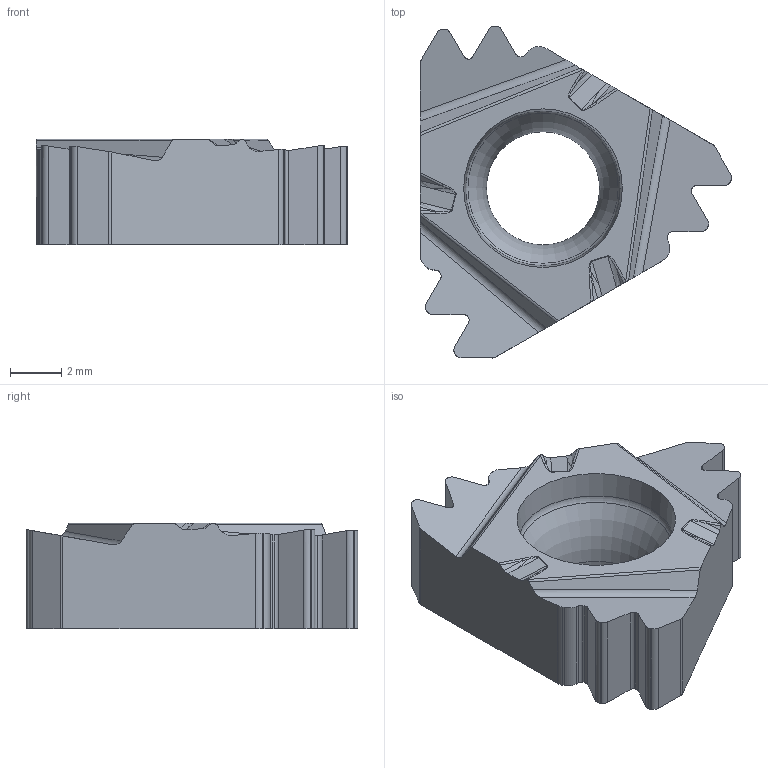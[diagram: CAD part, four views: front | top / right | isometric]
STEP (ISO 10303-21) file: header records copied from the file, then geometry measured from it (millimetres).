
FILE_DESCRIPTION(/* description */ (''),/* implementation_level */ '2;1');
FILE_NAME(/* name */ '1581675940899.stp',/* time_stamp */ '2020-02-14T15:55:50+05:00',/* author */ (''),/* organization */ ('SMS'),/* preprocessor_version */ 'ST-DEVELOPER v16.7',/* originating_system */ 'SIEMENS PLM Software NX 12.0',/* authorisation */ '');
FILE_SCHEMA (('AUTOMOTIVE_DESIGN { 1 0 10303 214 3 1 1 1 }'));
Length unit declared in the file: millimetre
Products named in the file (1): 202481690mod000_00
Bounding box: 12.09 x 12.89 x 4.11 mm (x, y, z)
Volume: 302.7 mm3; surface area: 402.4 mm2
Topology: 1 solids, 1 shells, 123 faces, 344 edges, 225 vertices
Faces by surface type: plane 50, cylinder 49, bspline 12, extrusion 9, torus 2, cone 1
Full cylindrical faces by diameter (mm): 4.4 x1
Entity records: 5046 total; most frequent: CARTESIAN_POINT 1857, ORIENTED_EDGE 676, DIRECTION 637, EDGE_CURVE 338, VERTEX_POINT 221, AXIS2_PLACEMENT_3D 215, VECTOR 207, LINE 198
